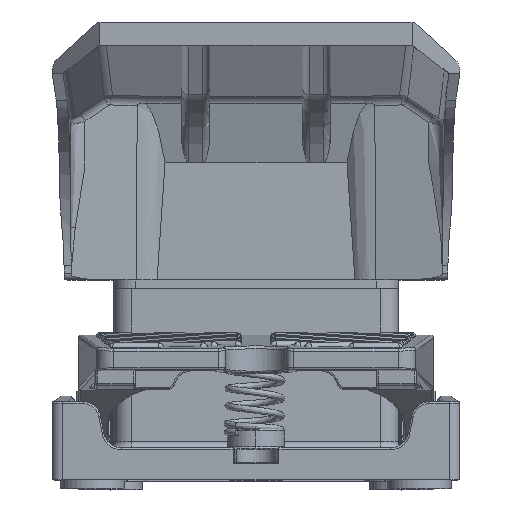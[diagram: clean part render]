
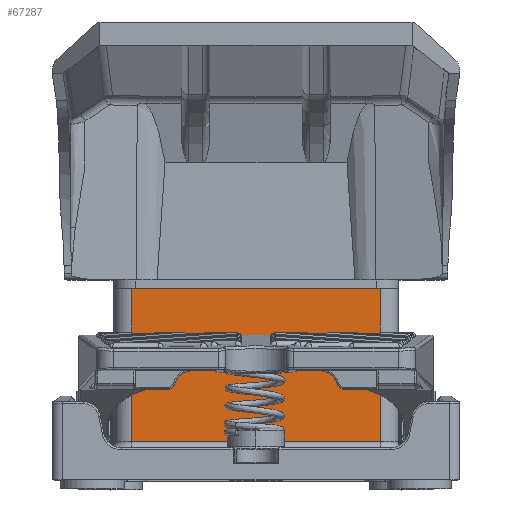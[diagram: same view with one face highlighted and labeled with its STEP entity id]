
A CAD part, top view. The second image highlights one B-rep face of the part: STEP entity #67287.
In plain terms, the highlighted planar face has unit normal (0, 0, 1).
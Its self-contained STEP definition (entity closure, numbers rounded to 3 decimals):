
#807 = CARTESIAN_POINT ( 'NONE',  ( 35., 11., 103. ) ) ;
#4243 = DIRECTION ( 'NONE',  ( 0., -1., 0. ) ) ;
#4298 = DIRECTION ( 'NONE',  ( -1., 0., 0. ) ) ;
#11177 = ORIENTED_EDGE ( 'NONE', *, *, #15437, .T. ) ;
#15437 = EDGE_CURVE ( 'NONE', #91328, #39874, #22971, .T. ) ;
#19111 = CARTESIAN_POINT ( 'NONE',  ( 35., 54., 103. ) ) ;
#20447 = EDGE_CURVE ( 'NONE', #91328, #30164, #99571, .T. ) ;
#22971 = LINE ( 'NONE', #32682, #41279 ) ;
#23941 = ORIENTED_EDGE ( 'NONE', *, *, #20447, .F. ) ;
#25913 = EDGE_CURVE ( 'NONE', #30164, #97614, #76236, .T. ) ;
#26038 = EDGE_LOOP ( 'NONE', ( #11177, #67446, #49028, #23941 ) ) ;
#30164 = VERTEX_POINT ( 'NONE', #19111 ) ;
#32682 = CARTESIAN_POINT ( 'NONE',  ( -35., 54., 103. ) ) ;
#38581 = CARTESIAN_POINT ( 'NONE',  ( -35., 54., 103. ) ) ;
#39874 = VERTEX_POINT ( 'NONE', #41647 ) ;
#41279 = VECTOR ( 'NONE', #71630, 1000. ) ;
#41647 = CARTESIAN_POINT ( 'NONE',  ( -35., 11., 103. ) ) ;
#42928 = CARTESIAN_POINT ( 'NONE',  ( 35., 54., 103. ) ) ;
#43266 = PLANE ( 'NONE',  #68621 ) ;
#44137 = CARTESIAN_POINT ( 'NONE',  ( 35., 54., 103. ) ) ;
#48804 = VECTOR ( 'NONE', #82933, 1000. ) ;
#49028 = ORIENTED_EDGE ( 'NONE', *, *, #25913, .F. ) ;
#51120 = DIRECTION ( 'NONE',  ( 0., 0., -1. ) ) ;
#53708 = LINE ( 'NONE', #59232, #48804 ) ;
#59232 = CARTESIAN_POINT ( 'NONE',  ( 35., 11., 103. ) ) ;
#67287 = ADVANCED_FACE ( 'NONE', ( #71603 ), #43266, .F. ) ;
#67446 = ORIENTED_EDGE ( 'NONE', *, *, #73398, .T. ) ;
#68621 = AXIS2_PLACEMENT_3D ( 'NONE', #42928, #51120, #4298 ) ;
#71603 = FACE_OUTER_BOUND ( 'NONE', #26038, .T. ) ;
#71630 = DIRECTION ( 'NONE',  ( 0., -1., 0. ) ) ;
#73398 = EDGE_CURVE ( 'NONE', #39874, #97614, #53708, .T. ) ;
#73830 = VECTOR ( 'NONE', #4243, 1000. ) ;
#76236 = LINE ( 'NONE', #82195, #73830 ) ;
#81208 = VECTOR ( 'NONE', #98871, 1000. ) ;
#82195 = CARTESIAN_POINT ( 'NONE',  ( 35., 54., 103. ) ) ;
#82933 = DIRECTION ( 'NONE',  ( 1., 0., 0. ) ) ;
#91328 = VERTEX_POINT ( 'NONE', #38581 ) ;
#97614 = VERTEX_POINT ( 'NONE', #807 ) ;
#98871 = DIRECTION ( 'NONE',  ( 1., 0., 0. ) ) ;
#99571 = LINE ( 'NONE', #44137, #81208 ) ;
